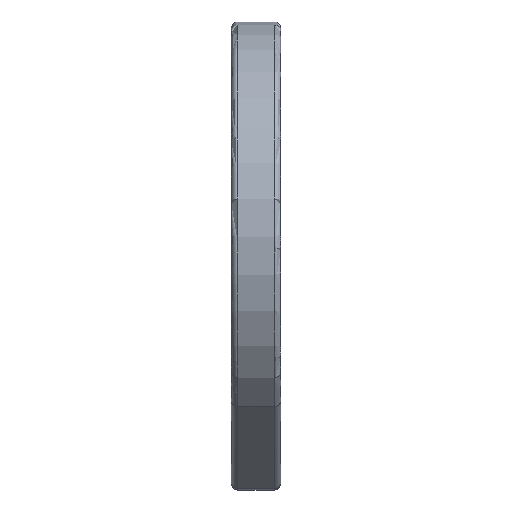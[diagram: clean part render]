
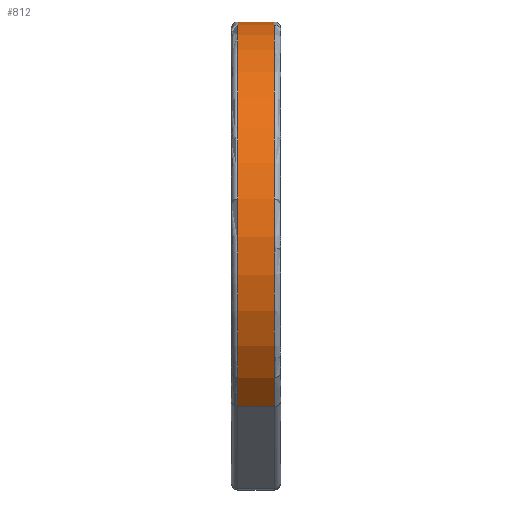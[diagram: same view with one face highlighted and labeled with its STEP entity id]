
A CAD part, top view. The second image highlights one B-rep face of the part: STEP entity #812.
In plain terms, the highlighted cylindrical face has radius 28.575 mm (diameter 57.15 mm), a partial arc.
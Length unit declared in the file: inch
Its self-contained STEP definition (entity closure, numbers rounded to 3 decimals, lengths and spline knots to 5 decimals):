
#69=LINE('',#1617,#99);
#81=LINE('',#1642,#111);
#99=VECTOR('',#1174,0.3937);
#111=VECTOR('',#1212,0.3937);
#132=CYLINDRICAL_SURFACE('',#950,1.125);
#166=FACE_OUTER_BOUND('',#206,.T.);
#206=EDGE_LOOP('',(#771,#772,#773,#774));
#275=CIRCLE('',#909,1.125);
#288=CIRCLE('',#933,1.125);
#361=VERTEX_POINT('',#1377);
#362=VERTEX_POINT('',#1390);
#371=VERTEX_POINT('',#1511);
#372=VERTEX_POINT('',#1534);
#450=EDGE_CURVE('',#361,#362,#275,.T.);
#483=EDGE_CURVE('',#372,#371,#288,.T.);
#494=EDGE_CURVE('',#362,#372,#69,.T.);
#506=EDGE_CURVE('',#361,#371,#81,.T.);
#771=ORIENTED_EDGE('',*,*,#483,.F.);
#772=ORIENTED_EDGE('',*,*,#494,.F.);
#773=ORIENTED_EDGE('',*,*,#450,.F.);
#774=ORIENTED_EDGE('',*,*,#506,.T.);
#812=ADVANCED_FACE('',(#166),#132,.T.);
#909=AXIS2_PLACEMENT_3D('',#1391,#1108,#1109);
#933=AXIS2_PLACEMENT_3D('',#1547,#1164,#1165);
#950=AXIS2_PLACEMENT_3D('',#1643,#1213,#1214);
#1108=DIRECTION('center_axis',(-1.,0.,0.));
#1109=DIRECTION('ref_axis',(0.,1.,0.));
#1164=DIRECTION('center_axis',(1.,0.,0.));
#1165=DIRECTION('ref_axis',(0.,1.,0.));
#1174=DIRECTION('',(1.,0.,0.));
#1212=DIRECTION('',(1.,0.,0.));
#1213=DIRECTION('center_axis',(1.,0.,0.));
#1214=DIRECTION('ref_axis',(0.,1.,0.));
#1377=CARTESIAN_POINT('',(0.03125,-0.82739,0.76227));
#1390=CARTESIAN_POINT('',(0.03125,-0.82739,-0.76227));
#1391=CARTESIAN_POINT('Origin',(0.03125,0.,0.));
#1511=CARTESIAN_POINT('',(0.21875,-0.82739,0.76227));
#1534=CARTESIAN_POINT('',(0.21875,-0.82739,-0.76227));
#1547=CARTESIAN_POINT('Origin',(0.21875,0.,0.));
#1617=CARTESIAN_POINT('',(0.,-0.82739,-0.76227));
#1642=CARTESIAN_POINT('',(0.,-0.82739,0.76227));
#1643=CARTESIAN_POINT('Origin',(0.,0.,0.));
